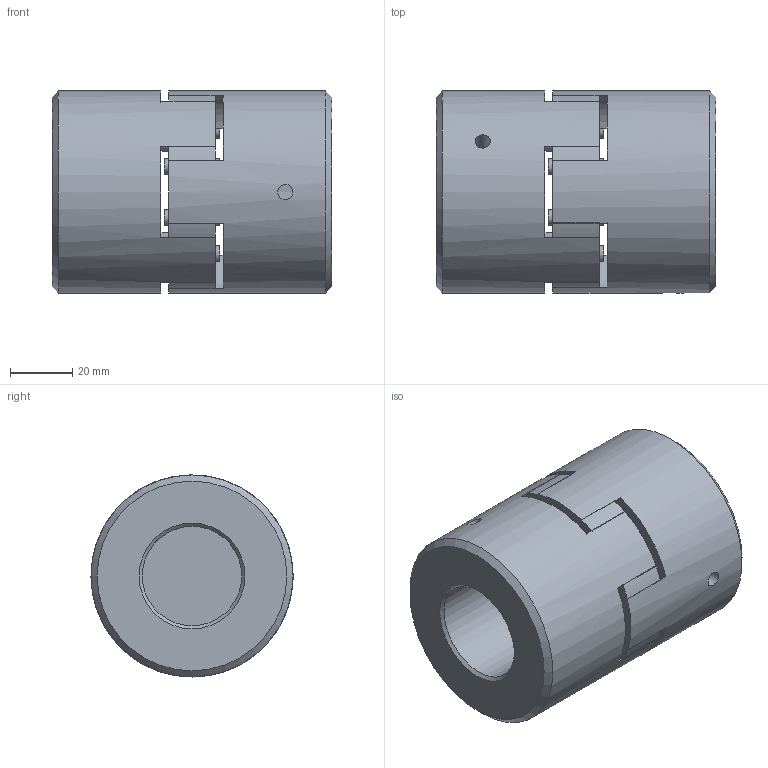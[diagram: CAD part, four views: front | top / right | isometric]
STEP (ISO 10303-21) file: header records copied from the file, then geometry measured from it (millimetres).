
FILE_DESCRIPTION(/* description */ ('STEP AP203'),/* implementation_level */ '2;1');
FILE_NAME(/* name */ 'KBE1-28-32-32',/* time_stamp */ '2023-06-19T15:17:59+02:00',/* author */ ('License CC BY-ND 4.0'),/* organization */ ('CADENAS'),/* preprocessor_version */ 'ST-DEVELOPER v19.3',/* originating_system */ 'PARTsolutions',/* authorisation */ ' ');
FILE_SCHEMA (('CONFIG_CONTROL_DESIGN'));
Length unit declared in the file: millimetre
Products named in the file (1): KBE1-28-32-32
Bounding box: 90 x 65 x 65 mm (x, y, z)
Volume: 226705.5 mm3; surface area: 40154.9 mm2
Topology: 1 solids, 1 shells, 66 faces, 199 edges, 131 vertices
Faces by surface type: cylinder 46, plane 14, cone 6
Full cylindrical faces by diameter (mm): 4.917 x2, 5 x8, 32 x2, 65 x2
Entity records: 2738 total; most frequent: DIRECTION 430, CARTESIAN_POINT 411, ORIENTED_EDGE 352, AXIS2_PLACEMENT_3D 191, EDGE_CURVE 176, VERTEX_POINT 128, CIRCLE 124, EDGE_LOOP 102
